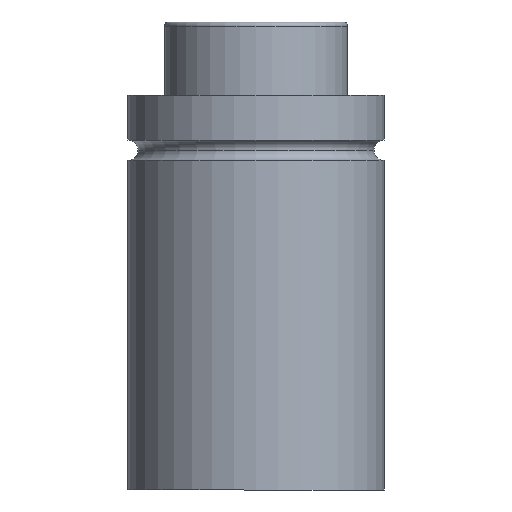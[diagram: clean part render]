
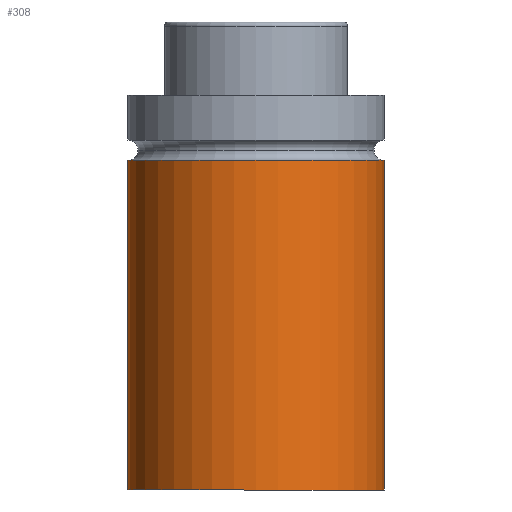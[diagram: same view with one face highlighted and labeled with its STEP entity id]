
A CAD part, front view. The second image highlights one B-rep face of the part: STEP entity #308.
In plain terms, the highlighted cylindrical face has radius 31.5 mm (diameter 63 mm), a partial arc.
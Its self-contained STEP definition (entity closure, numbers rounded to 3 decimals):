
#30 = CARTESIAN_POINT ( 'NONE',  ( -31.5, 0., 0. ) ) ;
#40 = CYLINDRICAL_SURFACE ( 'NONE', #1118, 31.5 ) ;
#83 = VERTEX_POINT ( 'NONE', #740 ) ;
#176 = DIRECTION ( 'NONE',  ( -1., 0., 0. ) ) ;
#251 = VECTOR ( 'NONE', #853, 1000. ) ;
#308 = ADVANCED_FACE ( 'NONE', ( #991 ), #40, .T. ) ;
#371 = ORIENTED_EDGE ( 'NONE', *, *, #1205, .F. ) ;
#414 = DIRECTION ( 'NONE',  ( 0., 0., -1. ) ) ;
#419 = LINE ( 'NONE', #766, #251 ) ;
#425 = EDGE_CURVE ( 'NONE', #83, #1066, #1030, .T. ) ;
#492 = CIRCLE ( 'NONE', #860, 31.5 ) ;
#508 = DIRECTION ( 'NONE',  ( -1., 0., 0. ) ) ;
#524 = CARTESIAN_POINT ( 'NONE',  ( 0., 0., 81. ) ) ;
#526 = ORIENTED_EDGE ( 'NONE', *, *, #425, .T. ) ;
#577 = CIRCLE ( 'NONE', #659, 31.5 ) ;
#601 = DIRECTION ( 'NONE',  ( -1., 0., 0. ) ) ;
#615 = EDGE_LOOP ( 'NONE', ( #647, #901, #526, #371 ) ) ;
#647 = ORIENTED_EDGE ( 'NONE', *, *, #792, .F. ) ;
#659 = AXIS2_PLACEMENT_3D ( 'NONE', #524, #414, #601 ) ;
#740 = CARTESIAN_POINT ( 'NONE',  ( -31.5, 0., 81. ) ) ;
#741 = DIRECTION ( 'NONE',  ( 0., 0., -1. ) ) ;
#766 = CARTESIAN_POINT ( 'NONE',  ( 31.5, 0., 0. ) ) ;
#792 = EDGE_CURVE ( 'NONE', #931, #1050, #419, .T. ) ;
#853 = DIRECTION ( 'NONE',  ( 0., 0., -1. ) ) ;
#860 = AXIS2_PLACEMENT_3D ( 'NONE', #1133, #741, #176 ) ;
#879 = EDGE_CURVE ( 'NONE', #931, #83, #577, .T. ) ;
#881 = CARTESIAN_POINT ( 'NONE',  ( 0., 0., 0. ) ) ;
#901 = ORIENTED_EDGE ( 'NONE', *, *, #879, .T. ) ;
#931 = VERTEX_POINT ( 'NONE', #1153 ) ;
#974 = DIRECTION ( 'NONE',  ( 0., 0., -1. ) ) ;
#980 = DIRECTION ( 'NONE',  ( 0., 0., -1. ) ) ;
#991 = FACE_OUTER_BOUND ( 'NONE', #615, .T. ) ;
#1030 = LINE ( 'NONE', #30, #1185 ) ;
#1050 = VERTEX_POINT ( 'NONE', #1087 ) ;
#1066 = VERTEX_POINT ( 'NONE', #1171 ) ;
#1087 = CARTESIAN_POINT ( 'NONE',  ( 31.5, 0., 0. ) ) ;
#1118 = AXIS2_PLACEMENT_3D ( 'NONE', #881, #974, #508 ) ;
#1133 = CARTESIAN_POINT ( 'NONE',  ( 0., 0., 0. ) ) ;
#1153 = CARTESIAN_POINT ( 'NONE',  ( 31.5, 0., 81. ) ) ;
#1171 = CARTESIAN_POINT ( 'NONE',  ( -31.5, 0., 0. ) ) ;
#1185 = VECTOR ( 'NONE', #980, 1000. ) ;
#1205 = EDGE_CURVE ( 'NONE', #1050, #1066, #492, .T. ) ;
